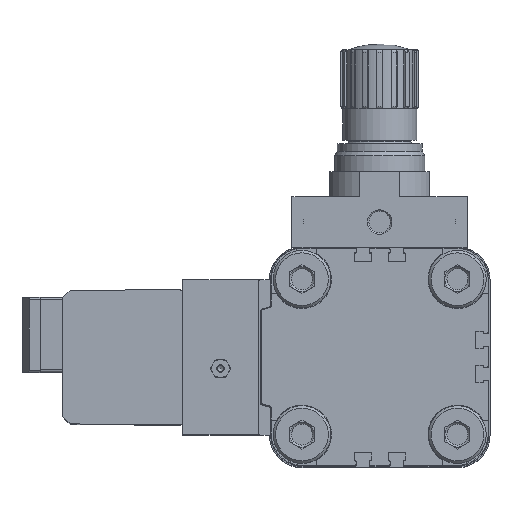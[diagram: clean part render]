
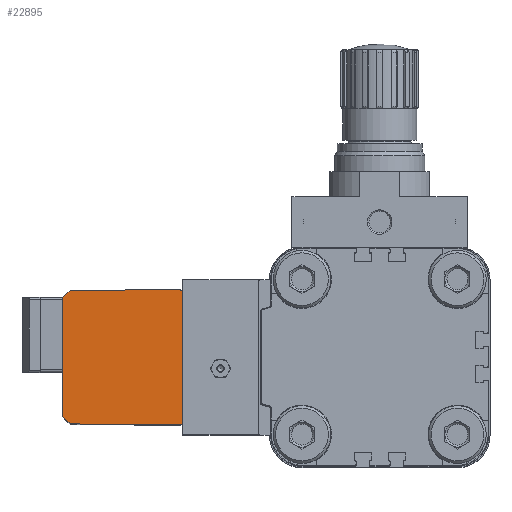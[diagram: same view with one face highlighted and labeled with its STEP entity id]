
A CAD part, top view. The second image highlights one B-rep face of the part: STEP entity #22895.
In plain terms, the highlighted face is planar.
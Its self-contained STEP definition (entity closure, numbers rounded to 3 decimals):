
#673=LINE('',#30237,#2254);
#1614=LINE('',#33685,#3195);
#1618=LINE('',#33693,#3199);
#1621=LINE('',#33699,#3202);
#1624=LINE('',#33705,#3205);
#1627=LINE('',#33711,#3208);
#1629=LINE('',#33714,#3210);
#1632=LINE('',#33720,#3213);
#1635=LINE('',#33726,#3216);
#1638=LINE('',#33732,#3219);
#2254=VECTOR('',#25298,1000.);
#3195=VECTOR('',#28419,1000.);
#3199=VECTOR('',#28427,1000.);
#3202=VECTOR('',#28432,1000.);
#3205=VECTOR('',#28437,1000.);
#3208=VECTOR('',#28442,1000.);
#3210=VECTOR('',#28446,1000.);
#3213=VECTOR('',#28451,1000.);
#3216=VECTOR('',#28456,1000.);
#3219=VECTOR('',#28461,1000.);
#7044=ORIENTED_EDGE('',*,*,#10184,.F.);
#7045=ORIENTED_EDGE('',*,*,#10208,.F.);
#7046=ORIENTED_EDGE('',*,*,#10205,.F.);
#7047=ORIENTED_EDGE('',*,*,#10202,.F.);
#7048=ORIENTED_EDGE('',*,*,#10199,.F.);
#7049=ORIENTED_EDGE('',*,*,#8613,.F.);
#7050=ORIENTED_EDGE('',*,*,#10197,.F.);
#7051=ORIENTED_EDGE('',*,*,#10194,.F.);
#7052=ORIENTED_EDGE('',*,*,#10191,.F.);
#7053=ORIENTED_EDGE('',*,*,#10188,.F.);
#8613=EDGE_CURVE('',#10928,#10929,#673,.T.);
#10184=EDGE_CURVE('',#11992,#11991,#1614,.T.);
#10188=EDGE_CURVE('',#11991,#11995,#1618,.T.);
#10191=EDGE_CURVE('',#11995,#11997,#1621,.T.);
#10194=EDGE_CURVE('',#11997,#11999,#1624,.T.);
#10197=EDGE_CURVE('',#11999,#10928,#1627,.T.);
#10199=EDGE_CURVE('',#10929,#12001,#1629,.T.);
#10202=EDGE_CURVE('',#12001,#12003,#1632,.T.);
#10205=EDGE_CURVE('',#12003,#12005,#1635,.T.);
#10208=EDGE_CURVE('',#12005,#11992,#1638,.T.);
#10928=VERTEX_POINT('',#30238);
#10929=VERTEX_POINT('',#30239);
#11991=VERTEX_POINT('',#33682);
#11992=VERTEX_POINT('',#33684);
#11995=VERTEX_POINT('',#33694);
#11997=VERTEX_POINT('',#33700);
#11999=VERTEX_POINT('',#33706);
#12001=VERTEX_POINT('',#33715);
#12003=VERTEX_POINT('',#33721);
#12005=VERTEX_POINT('',#33727);
#13666=EDGE_LOOP('',(#7044,#7045,#7046,#7047,#7048,#7049,#7050,#7051,#7052,
#7053));
#14759=FACE_BOUND('',#13666,.T.);
#15516=PLANE('',#24436);
#22895=ADVANCED_FACE('',(#14759),#15516,.F.);
#24436=AXIS2_PLACEMENT_3D('',#33735,#28465,#28466);
#25298=DIRECTION('',(0.,1.,0.));
#28419=DIRECTION('',(0.,-1.,0.));
#28427=DIRECTION('',(0.,0.,-1.));
#28432=DIRECTION('',(0.,-1.,0.));
#28437=DIRECTION('',(0.,0.009,-1.));
#28442=DIRECTION('',(0.,0.71,-0.704));
#28446=DIRECTION('',(0.,0.71,0.704));
#28451=DIRECTION('',(0.,0.009,1.));
#28456=DIRECTION('',(0.,-1.,0.));
#28461=DIRECTION('',(0.,0.,1.));
#28465=DIRECTION('',(1.,0.,0.));
#28466=DIRECTION('',(0.,0.,-1.));
#30237=CARTESIAN_POINT('',(-61.,-23.59,-126.5));
#30238=CARTESIAN_POINT('',(-61.,-23.59,-126.5));
#30239=CARTESIAN_POINT('',(-61.,23.59,-126.5));
#33682=CARTESIAN_POINT('',(-61.,-26.8,-78.5));
#33684=CARTESIAN_POINT('',(-61.,26.8,-78.5));
#33685=CARTESIAN_POINT('',(-61.,26.8,-78.5));
#33693=CARTESIAN_POINT('',(-61.,-26.8,-78.5));
#33694=CARTESIAN_POINT('',(-61.,-26.8,-79.5));
#33699=CARTESIAN_POINT('',(-61.,-26.8,-79.5));
#33700=CARTESIAN_POINT('',(-61.,-27.,-79.5));
#33705=CARTESIAN_POINT('',(-61.,-27.,-79.5));
#33706=CARTESIAN_POINT('',(-61.,-26.616,-123.5));
#33711=CARTESIAN_POINT('',(-61.,-26.616,-123.5));
#33714=CARTESIAN_POINT('',(-61.,23.59,-126.5));
#33715=CARTESIAN_POINT('',(-61.,26.616,-123.5));
#33720=CARTESIAN_POINT('',(-61.,26.616,-123.5));
#33721=CARTESIAN_POINT('',(-61.,27.,-79.5));
#33726=CARTESIAN_POINT('',(-61.,27.,-79.5));
#33727=CARTESIAN_POINT('',(-61.,26.8,-79.5));
#33732=CARTESIAN_POINT('',(-61.,26.8,-79.5));
#33735=CARTESIAN_POINT('',(-61.,0.,0.));
